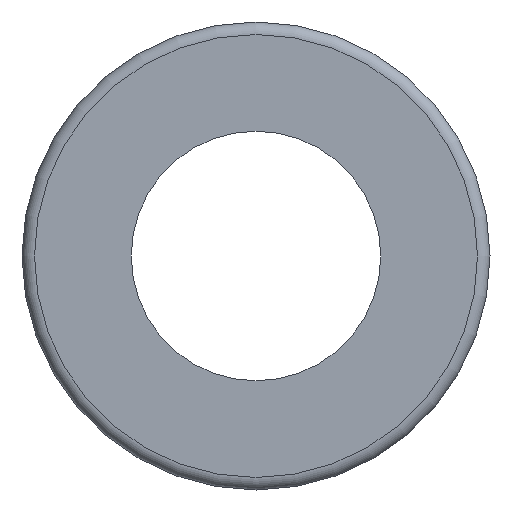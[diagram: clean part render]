
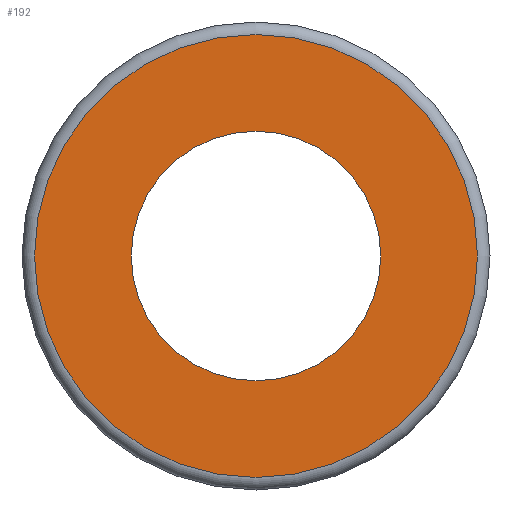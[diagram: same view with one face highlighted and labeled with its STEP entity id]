
A CAD part, front view. The second image highlights one B-rep face of the part: STEP entity #192.
In plain terms, the highlighted face is planar.
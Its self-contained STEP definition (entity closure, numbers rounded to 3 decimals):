
#27=FACE_BOUND('',#59,.T.);
#33=PLANE('',#229);
#44=FACE_OUTER_BOUND('',#58,.T.);
#58=EDGE_LOOP('',(#151));
#59=EDGE_LOOP('',(#152));
#92=CIRCLE('',#228,7.1);
#93=CIRCLE('',#230,4.);
#107=VERTEX_POINT('',#350);
#108=VERTEX_POINT('',#354);
#124=EDGE_CURVE('',#107,#107,#92,.T.);
#125=EDGE_CURVE('',#108,#108,#93,.T.);
#151=ORIENTED_EDGE('',*,*,#124,.F.);
#152=ORIENTED_EDGE('',*,*,#125,.T.);
#192=ADVANCED_FACE('',(#44,#27),#33,.T.);
#228=AXIS2_PLACEMENT_3D('',#352,#279,#280);
#229=AXIS2_PLACEMENT_3D('',#353,#281,#282);
#230=AXIS2_PLACEMENT_3D('',#355,#283,#284);
#279=DIRECTION('center_axis',(1.,0.,0.));
#280=DIRECTION('ref_axis',(0.,0.,-1.));
#281=DIRECTION('center_axis',(-1.,0.,0.));
#282=DIRECTION('ref_axis',(0.,0.,1.));
#283=DIRECTION('center_axis',(1.,0.,0.));
#284=DIRECTION('ref_axis',(0.,0.,-1.));
#350=CARTESIAN_POINT('',(-22.5,0.,7.1));
#352=CARTESIAN_POINT('Origin',(-22.5,0.,0.));
#353=CARTESIAN_POINT('Origin',(-22.5,7.1,0.));
#354=CARTESIAN_POINT('',(-22.5,0.,4.));
#355=CARTESIAN_POINT('Origin',(-22.5,0.,0.));
